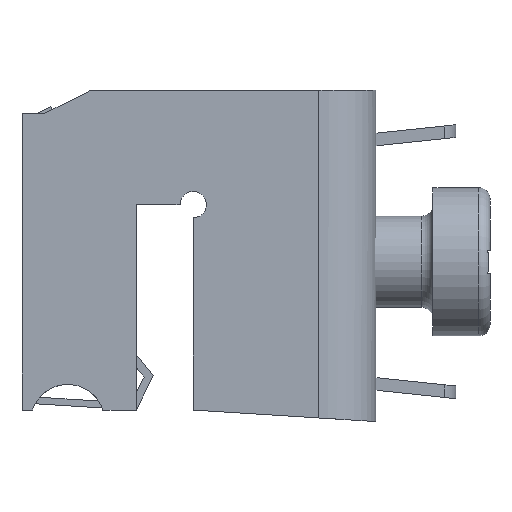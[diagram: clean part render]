
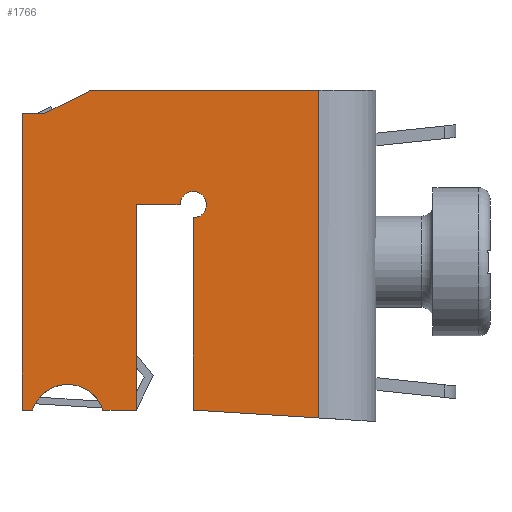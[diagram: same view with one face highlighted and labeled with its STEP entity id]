
A CAD part, left-side view. The second image highlights one B-rep face of the part: STEP entity #1766.
In plain terms, the highlighted planar face has unit normal (-1, 0, 0).
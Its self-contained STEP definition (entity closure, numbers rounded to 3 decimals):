
#43=CIRCLE('',#1920,3.25);
#44=CIRCLE('',#1921,1.152);
#335=ORIENTED_EDGE('',*,*,#751,.T.);
#336=ORIENTED_EDGE('',*,*,#752,.F.);
#337=ORIENTED_EDGE('',*,*,#753,.F.);
#338=ORIENTED_EDGE('',*,*,#754,.F.);
#339=ORIENTED_EDGE('',*,*,#755,.F.);
#340=ORIENTED_EDGE('',*,*,#756,.T.);
#341=ORIENTED_EDGE('',*,*,#757,.F.);
#342=ORIENTED_EDGE('',*,*,#758,.F.);
#343=ORIENTED_EDGE('',*,*,#759,.F.);
#344=ORIENTED_EDGE('',*,*,#760,.T.);
#345=ORIENTED_EDGE('',*,*,#761,.F.);
#346=ORIENTED_EDGE('',*,*,#762,.F.);
#347=ORIENTED_EDGE('',*,*,#763,.T.);
#751=EDGE_CURVE('',#975,#976,#1141,.T.);
#752=EDGE_CURVE('',#977,#976,#1142,.T.);
#753=EDGE_CURVE('',#978,#977,#1143,.T.);
#754=EDGE_CURVE('',#979,#978,#1144,.T.);
#755=EDGE_CURVE('',#980,#979,#1145,.T.);
#756=EDGE_CURVE('',#980,#981,#43,.T.);
#757=EDGE_CURVE('',#982,#981,#1146,.T.);
#758=EDGE_CURVE('',#983,#982,#1147,.T.);
#759=EDGE_CURVE('',#984,#983,#1148,.T.);
#760=EDGE_CURVE('',#984,#985,#44,.T.);
#761=EDGE_CURVE('',#986,#985,#1149,.T.);
#762=EDGE_CURVE('',#987,#986,#1150,.T.);
#763=EDGE_CURVE('',#987,#975,#1151,.T.);
#975=VERTEX_POINT('',#2803);
#976=VERTEX_POINT('',#2804);
#977=VERTEX_POINT('',#2806);
#978=VERTEX_POINT('',#2808);
#979=VERTEX_POINT('',#2810);
#980=VERTEX_POINT('',#2812);
#981=VERTEX_POINT('',#2814);
#982=VERTEX_POINT('',#2816);
#983=VERTEX_POINT('',#2818);
#984=VERTEX_POINT('',#2820);
#985=VERTEX_POINT('',#2822);
#986=VERTEX_POINT('',#2824);
#987=VERTEX_POINT('',#2826);
#1141=LINE('',#2802,#1353);
#1142=LINE('',#2805,#1354);
#1143=LINE('',#2807,#1355);
#1144=LINE('',#2809,#1356);
#1145=LINE('',#2811,#1357);
#1146=LINE('',#2815,#1358);
#1147=LINE('',#2817,#1359);
#1148=LINE('',#2819,#1360);
#1149=LINE('',#2823,#1361);
#1150=LINE('',#2825,#1362);
#1151=LINE('',#2827,#1363);
#1353=VECTOR('',#2248,1000.);
#1354=VECTOR('',#2249,1000.);
#1355=VECTOR('',#2250,1000.);
#1356=VECTOR('',#2251,1000.);
#1357=VECTOR('',#2252,1000.);
#1358=VECTOR('',#2255,1000.);
#1359=VECTOR('',#2256,1000.);
#1360=VECTOR('',#2257,1000.);
#1361=VECTOR('',#2260,1000.);
#1362=VECTOR('',#2261,1000.);
#1363=VECTOR('',#2262,1000.);
#1493=EDGE_LOOP('',(#335,#336,#337,#338,#339,#340,#341,#342,#343,#344,#345,
#346,#347));
#1593=FACE_BOUND('',#1493,.T.);
#1680=PLANE('',#1919);
#1766=ADVANCED_FACE('',(#1593),#1680,.F.);
#1919=AXIS2_PLACEMENT_3D('',#2801,#2246,#2247);
#1920=AXIS2_PLACEMENT_3D('',#2813,#2253,#2254);
#1921=AXIS2_PLACEMENT_3D('',#2821,#2258,#2259);
#2246=DIRECTION('',(1.,0.,0.));
#2247=DIRECTION('',(0.,0.,-1.));
#2248=DIRECTION('',(0.,0.,-1.));
#2249=DIRECTION('',(0.,0.447,0.894));
#2250=DIRECTION('',(0.,0.,1.));
#2251=DIRECTION('',(0.,1.,0.));
#2252=DIRECTION('',(0.,0.,-1.));
#2253=DIRECTION('',(1.,0.,0.));
#2254=DIRECTION('',(0.,1.,0.));
#2255=DIRECTION('',(0.,0.,-1.));
#2256=DIRECTION('',(0.,-1.,0.));
#2257=DIRECTION('',(0.,0.,-1.));
#2258=DIRECTION('',(1.,0.,0.));
#2259=DIRECTION('',(0.,1.,0.));
#2260=DIRECTION('',(0.,1.,0.));
#2261=DIRECTION('',(0.,0.062,-0.998));
#2262=DIRECTION('',(0.,1.,0.));
#2801=CARTESIAN_POINT('',(-8.,-29.,-5.));
#2802=CARTESIAN_POINT('',(-8.,0.,-5.));
#2803=CARTESIAN_POINT('',(-8.,0.,-5.));
#2804=CARTESIAN_POINT('',(-8.,0.,-25.));
#2805=CARTESIAN_POINT('',(-8.,-2.,-28.999));
#2806=CARTESIAN_POINT('',(-8.,-2.,-28.999));
#2807=CARTESIAN_POINT('',(-8.,-2.,-31.));
#2808=CARTESIAN_POINT('',(-8.,-2.,-31.));
#2809=CARTESIAN_POINT('',(-8.,-29.,-31.));
#2810=CARTESIAN_POINT('',(-8.,-28.,-31.));
#2811=CARTESIAN_POINT('',(-8.,-28.,-30.092));
#2812=CARTESIAN_POINT('',(-8.,-28.,-30.092));
#2813=CARTESIAN_POINT('',(-8.,-29.,-27.));
#2814=CARTESIAN_POINT('',(-8.,-28.,-23.908));
#2815=CARTESIAN_POINT('',(-8.,-28.,-21.));
#2816=CARTESIAN_POINT('',(-8.,-28.,-21.));
#2817=CARTESIAN_POINT('',(-8.,-10.,-21.));
#2818=CARTESIAN_POINT('',(-8.,-10.,-21.));
#2819=CARTESIAN_POINT('',(-8.,-10.,-17.152));
#2820=CARTESIAN_POINT('',(-8.,-10.,-17.152));
#2821=CARTESIAN_POINT('',(-8.,-10.,-16.));
#2822=CARTESIAN_POINT('',(-8.,-11.152,-16.));
#2823=CARTESIAN_POINT('',(-8.,-27.999,-16.));
#2824=CARTESIAN_POINT('',(-8.,-27.999,-16.));
#2825=CARTESIAN_POINT('',(-8.,-29.,0.));
#2826=CARTESIAN_POINT('',(-8.,-28.687,-5.));
#2827=CARTESIAN_POINT('',(-8.,-29.,-5.));
